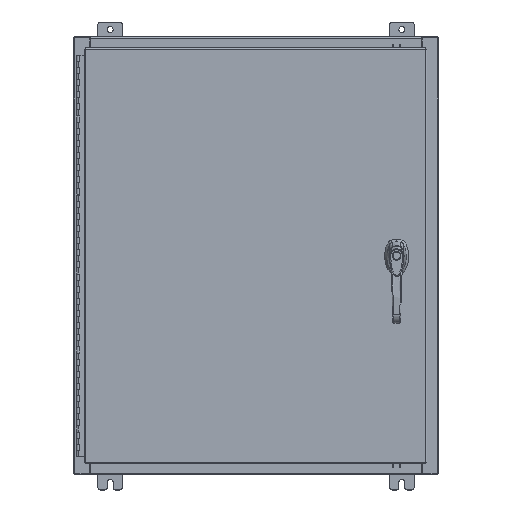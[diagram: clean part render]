
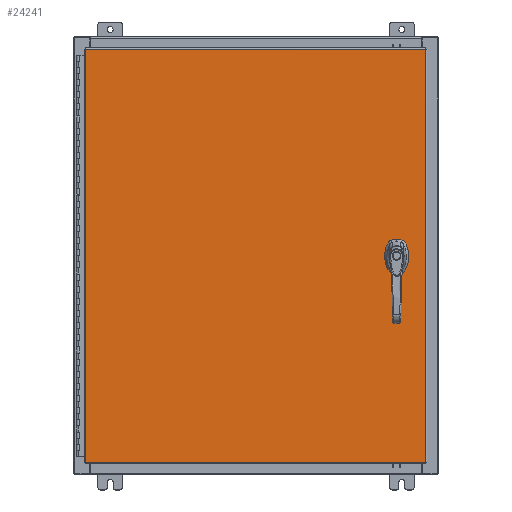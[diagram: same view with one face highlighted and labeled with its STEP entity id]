
A CAD part, top view. The second image highlights one B-rep face of the part: STEP entity #24241.
In plain terms, the highlighted planar face has unit normal (0, 0, 1).
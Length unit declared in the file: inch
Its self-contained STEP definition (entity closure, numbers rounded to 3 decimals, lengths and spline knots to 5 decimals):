
#1963 = CARTESIAN_POINT ( 'NONE',  ( 11.77823, -0.403, 0. ) ) ;
#2168 = FACE_BOUND ( 'NONE', #117686, .T. ) ;
#2959 = DIRECTION ( 'NONE',  ( -1., 0., 0. ) ) ;
#4135 = VERTEX_POINT ( 'NONE', #106847 ) ;
#5146 = EDGE_CURVE ( 'NONE', #29245, #36335, #6983, .T. ) ;
#5564 = CARTESIAN_POINT ( 'NONE',  ( 11.981, -0.20023, 0. ) ) ;
#5871 = VERTEX_POINT ( 'NONE', #85409 ) ;
#6800 = CARTESIAN_POINT ( 'NONE',  ( 11.4065, -1.338, 0. ) ) ;
#6916 = ORIENTED_EDGE ( 'NONE', *, *, #83180, .F. ) ;
#6983 = LINE ( 'NONE', #10139, #57416 ) ;
#7074 = CARTESIAN_POINT ( 'NONE',  ( 11.175, 0., 0. ) ) ;
#7649 = CARTESIAN_POINT ( 'NONE',  ( 11.37777, -0.403, 0. ) ) ;
#8170 = CARTESIAN_POINT ( 'NONE',  ( 0., -0.403, 0. ) ) ;
#8811 = CARTESIAN_POINT ( 'NONE',  ( 11.578, -1.338, 0. ) ) ;
#9434 = AXIS2_PLACEMENT_3D ( 'NONE', #30749, #97063, #40296 ) ;
#9483 = ORIENTED_EDGE ( 'NONE', *, *, #70319, .T. ) ;
#10139 = CARTESIAN_POINT ( 'NONE',  ( -13.9903, -17.0063, 0. ) ) ;
#11304 = VERTEX_POINT ( 'NONE', #91041 ) ;
#11601 = PLANE ( 'NONE',  #96946 ) ;
#13015 = VERTEX_POINT ( 'NONE', #66150 ) ;
#14656 = VECTOR ( 'NONE', #80644, 39.37008 ) ;
#15220 = DIRECTION ( 'NONE',  ( 0., -1., 0. ) ) ;
#15403 = AXIS2_PLACEMENT_3D ( 'NONE', #8811, #75127, #18322 ) ;
#15628 = EDGE_CURVE ( 'NONE', #98692, #70103, #75809, .T. ) ;
#17565 = LINE ( 'NONE', #72018, #65061 ) ;
#17680 = DIRECTION ( 'NONE',  ( 1., 0., 0. ) ) ;
#18322 = DIRECTION ( 'NONE',  ( 1., 0., 0. ) ) ;
#20720 = ORIENTED_EDGE ( 'NONE', *, *, #97470, .F. ) ;
#21291 = EDGE_CURVE ( 'NONE', #5871, #13015, #103205, .T. ) ;
#22138 = AXIS2_PLACEMENT_3D ( 'NONE', #27898, #94210, #37423 ) ;
#22228 = VERTEX_POINT ( 'NONE', #86619 ) ;
#22879 = DIRECTION ( 'NONE',  ( 0., 0., 1. ) ) ;
#23842 = LINE ( 'NONE', #50910, #118890 ) ;
#24241 = ADVANCED_FACE ( 'NONE', ( #33269, #27305, #2168 ), #11601, .F. ) ;
#25511 = ORIENTED_EDGE ( 'NONE', *, *, #96067, .T. ) ;
#26445 = DIRECTION ( 'NONE',  ( 0., 0., 1. ) ) ;
#26448 = ORIENTED_EDGE ( 'NONE', *, *, #39125, .F. ) ;
#27236 = CIRCLE ( 'NONE', #39520, 0.1715 ) ;
#27305 = FACE_OUTER_BOUND ( 'NONE', #85363, .T. ) ;
#27536 = ORIENTED_EDGE ( 'NONE', *, *, #102780, .T. ) ;
#27898 = CARTESIAN_POINT ( 'NONE',  ( 11.578, 0., 0. ) ) ;
#28960 = CIRCLE ( 'NONE', #53476, 0.45 ) ;
#29245 = VERTEX_POINT ( 'NONE', #50288 ) ;
#30505 = CARTESIAN_POINT ( 'NONE',  ( 13.9903, 17.0063, 0. ) ) ;
#30749 = CARTESIAN_POINT ( 'NONE',  ( 11.578, 0., 0. ) ) ;
#32533 = EDGE_CURVE ( 'NONE', #70103, #98692, #27236, .T. ) ;
#33269 = FACE_BOUND ( 'NONE', #61957, .T. ) ;
#34667 = LINE ( 'NONE', #8170, #50988 ) ;
#34890 = CARTESIAN_POINT ( 'NONE',  ( 11.578, 0., 0. ) ) ;
#35483 = ORIENTED_EDGE ( 'NONE', *, *, #53196, .F. ) ;
#36335 = VERTEX_POINT ( 'NONE', #110729 ) ;
#36847 = DIRECTION ( 'NONE',  ( 0., -1., 0. ) ) ;
#37423 = DIRECTION ( 'NONE',  ( 1., 0., 0. ) ) ;
#39125 = EDGE_CURVE ( 'NONE', #69137, #5871, #61977, .T. ) ;
#39520 = AXIS2_PLACEMENT_3D ( 'NONE', #79694, #22879, #89228 ) ;
#40296 = DIRECTION ( 'NONE',  ( 1., 0., 0. ) ) ;
#42049 = ORIENTED_EDGE ( 'NONE', *, *, #5146, .T. ) ;
#42512 = CARTESIAN_POINT ( 'NONE',  ( 13.9903, 17.0063, 0. ) ) ;
#42687 = ORIENTED_EDGE ( 'NONE', *, *, #55232, .F. ) ;
#44441 = DIRECTION ( 'NONE',  ( 1., 0., 0. ) ) ;
#45882 = AXIS2_PLACEMENT_3D ( 'NONE', #34890, #101235, #44441 ) ;
#49702 = DIRECTION ( 'NONE',  ( 0., 0., -1. ) ) ;
#50159 = CARTESIAN_POINT ( 'NONE',  ( 0., 0.403, 0. ) ) ;
#50288 = CARTESIAN_POINT ( 'NONE',  ( -13.9903, -17.0063, 0. ) ) ;
#50481 = CARTESIAN_POINT ( 'NONE',  ( 11.7495, -1.338, 0. ) ) ;
#50910 = CARTESIAN_POINT ( 'NONE',  ( 11.981, 0., 0. ) ) ;
#50988 = VECTOR ( 'NONE', #17680, 39.37008 ) ;
#53196 = EDGE_CURVE ( 'NONE', #117408, #73981, #34667, .T. ) ;
#53476 = AXIS2_PLACEMENT_3D ( 'NONE', #83222, #26445, #92767 ) ;
#55232 = EDGE_CURVE ( 'NONE', #73981, #86839, #28960, .T. ) ;
#55477 = VECTOR ( 'NONE', #98432, 39.37008 ) ;
#57416 = VECTOR ( 'NONE', #66940, 39.37008 ) ;
#60474 = DIRECTION ( 'NONE',  ( 0., -1., 0. ) ) ;
#60928 = ORIENTED_EDGE ( 'NONE', *, *, #32533, .F. ) ;
#61957 = EDGE_LOOP ( 'NONE', ( #60928, #88064 ) ) ;
#61977 = LINE ( 'NONE', #50159, #112493 ) ;
#62494 = VERTEX_POINT ( 'NONE', #30505 ) ;
#64547 = LINE ( 'NONE', #7074, #89764 ) ;
#65061 = VECTOR ( 'NONE', #15220, 39.37008 ) ;
#66150 = CARTESIAN_POINT ( 'NONE',  ( 11.175, 0.20023, 0. ) ) ;
#66940 = DIRECTION ( 'NONE',  ( 1., 0., 0. ) ) ;
#69137 = VERTEX_POINT ( 'NONE', #117638 ) ;
#70103 = VERTEX_POINT ( 'NONE', #50481 ) ;
#70319 = EDGE_CURVE ( 'NONE', #22228, #29245, #17565, .T. ) ;
#72018 = CARTESIAN_POINT ( 'NONE',  ( -13.9903, 17.0063, 0. ) ) ;
#72210 = ORIENTED_EDGE ( 'NONE', *, *, #79355, .T. ) ;
#73981 = VERTEX_POINT ( 'NONE', #1963 ) ;
#75127 = DIRECTION ( 'NONE',  ( 0., 0., 1. ) ) ;
#75809 = CIRCLE ( 'NONE', #15403, 0.1715 ) ;
#79355 = EDGE_CURVE ( 'NONE', #62494, #22228, #112635, .T. ) ;
#79694 = CARTESIAN_POINT ( 'NONE',  ( 11.578, -1.338, 0. ) ) ;
#80644 = DIRECTION ( 'NONE',  ( -1., 0., 0. ) ) ;
#83180 = EDGE_CURVE ( 'NONE', #11304, #117408, #110613, .T. ) ;
#83222 = CARTESIAN_POINT ( 'NONE',  ( 11.578, 0., 0. ) ) ;
#85363 = EDGE_LOOP ( 'NONE', ( #42049, #27536, #72210, #9483 ) ) ;
#85409 = CARTESIAN_POINT ( 'NONE',  ( 11.37777, 0.403, 0. ) ) ;
#86619 = CARTESIAN_POINT ( 'NONE',  ( -13.9903, 17.0063, 0. ) ) ;
#86839 = VERTEX_POINT ( 'NONE', #5564 ) ;
#87438 = CARTESIAN_POINT ( 'NONE',  ( 0., 0., 0. ) ) ;
#88064 = ORIENTED_EDGE ( 'NONE', *, *, #15628, .F. ) ;
#89228 = DIRECTION ( 'NONE',  ( 1., 0., 0. ) ) ;
#89764 = VECTOR ( 'NONE', #36847, 39.37008 ) ;
#91041 = CARTESIAN_POINT ( 'NONE',  ( 11.175, -0.20023, 0. ) ) ;
#92767 = DIRECTION ( 'NONE',  ( 1., 0., 0. ) ) ;
#94210 = DIRECTION ( 'NONE',  ( 0., 0., 1. ) ) ;
#96067 = EDGE_CURVE ( 'NONE', #4135, #86839, #23842, .T. ) ;
#96946 = AXIS2_PLACEMENT_3D ( 'NONE', #87438, #49702, #116162 ) ;
#97063 = DIRECTION ( 'NONE',  ( 0., 0., 1. ) ) ;
#97470 = EDGE_CURVE ( 'NONE', #4135, #69137, #121594, .T. ) ;
#98432 = DIRECTION ( 'NONE',  ( 0., 1., 0. ) ) ;
#98692 = VERTEX_POINT ( 'NONE', #6800 ) ;
#101235 = DIRECTION ( 'NONE',  ( 0., 0., 1. ) ) ;
#102780 = EDGE_CURVE ( 'NONE', #36335, #62494, #102949, .T. ) ;
#102949 = LINE ( 'NONE', #117645, #55477 ) ;
#103205 = CIRCLE ( 'NONE', #22138, 0.45 ) ;
#106815 = ORIENTED_EDGE ( 'NONE', *, *, #21291, .F. ) ;
#106847 = CARTESIAN_POINT ( 'NONE',  ( 11.981, 0.20023, 0. ) ) ;
#110613 = CIRCLE ( 'NONE', #45882, 0.45 ) ;
#110729 = CARTESIAN_POINT ( 'NONE',  ( 13.9903, -17.0063, 0. ) ) ;
#112493 = VECTOR ( 'NONE', #2959, 39.37008 ) ;
#112635 = LINE ( 'NONE', #42512, #14656 ) ;
#116162 = DIRECTION ( 'NONE',  ( -1., 0., 0. ) ) ;
#117408 = VERTEX_POINT ( 'NONE', #7649 ) ;
#117638 = CARTESIAN_POINT ( 'NONE',  ( 11.77823, 0.403, 0. ) ) ;
#117645 = CARTESIAN_POINT ( 'NONE',  ( 13.9903, -17.0063, 0. ) ) ;
#117686 = EDGE_LOOP ( 'NONE', ( #25511, #42687, #35483, #6916, #120282, #106815, #26448, #20720 ) ) ;
#118890 = VECTOR ( 'NONE', #60474, 39.37008 ) ;
#119466 = EDGE_CURVE ( 'NONE', #13015, #11304, #64547, .T. ) ;
#120282 = ORIENTED_EDGE ( 'NONE', *, *, #119466, .F. ) ;
#121594 = CIRCLE ( 'NONE', #9434, 0.45 ) ;
